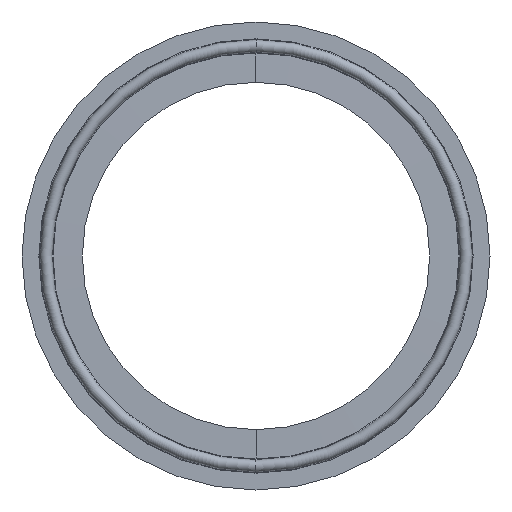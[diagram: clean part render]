
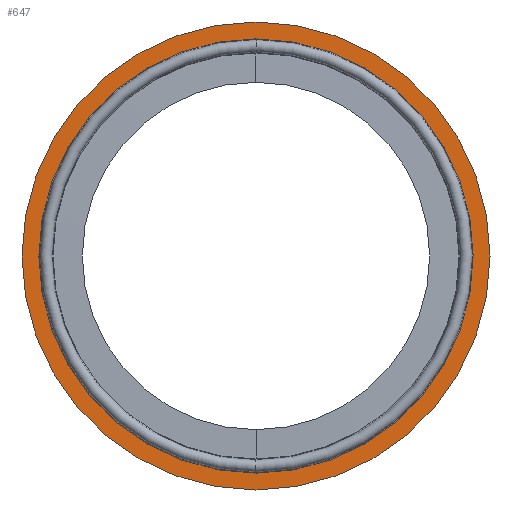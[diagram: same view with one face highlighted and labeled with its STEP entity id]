
A CAD part, left-side view. The second image highlights one B-rep face of the part: STEP entity #647.
In plain terms, the highlighted planar face has unit normal (-1, 0, 0).
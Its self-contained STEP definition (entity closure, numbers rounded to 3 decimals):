
#18 = ORIENTED_EDGE ( 'NONE', *, *, #705, .T. ) ;
#37 = CARTESIAN_POINT ( 'NONE',  ( -0.9, 0., 43.15 ) ) ;
#49 = ORIENTED_EDGE ( 'NONE', *, *, #662, .T. ) ;
#75 = DIRECTION ( 'NONE',  ( 0., 0., -1. ) ) ;
#99 = CARTESIAN_POINT ( 'NONE',  ( -0.9, 0., 0. ) ) ;
#123 = DIRECTION ( 'NONE',  ( 0., 0., 1. ) ) ;
#129 = CIRCLE ( 'NONE', #244, 43.15 ) ;
#137 = PLANE ( 'NONE',  #683 ) ;
#139 = CARTESIAN_POINT ( 'NONE',  ( -0.9, 0., 0. ) ) ;
#181 = EDGE_CURVE ( 'NONE', #396, #776, #654, .T. ) ;
#185 = EDGE_LOOP ( 'NONE', ( #49, #546 ) ) ;
#199 = CIRCLE ( 'NONE', #452, 46.5 ) ;
#205 = CARTESIAN_POINT ( 'NONE',  ( -0.9, 0., 0. ) ) ;
#215 = AXIS2_PLACEMENT_3D ( 'NONE', #139, #665, #123 ) ;
#244 = AXIS2_PLACEMENT_3D ( 'NONE', #657, #295, #707 ) ;
#260 = CIRCLE ( 'NONE', #874, 43.15 ) ;
#295 = DIRECTION ( 'NONE',  ( 1., 0., 0. ) ) ;
#313 = CARTESIAN_POINT ( 'NONE',  ( -0.9, 0., -46.5 ) ) ;
#314 = CARTESIAN_POINT ( 'NONE',  ( -0.9, 0., -43.15 ) ) ;
#340 = FACE_BOUND ( 'NONE', #436, .T. ) ;
#373 = DIRECTION ( 'NONE',  ( 1., 0., 0. ) ) ;
#396 = VERTEX_POINT ( 'NONE', #313 ) ;
#427 = VERTEX_POINT ( 'NONE', #37 ) ;
#436 = EDGE_LOOP ( 'NONE', ( #602, #18 ) ) ;
#452 = AXIS2_PLACEMENT_3D ( 'NONE', #205, #482, #764 ) ;
#457 = CARTESIAN_POINT ( 'NONE',  ( -0.9, 0., 46.5 ) ) ;
#466 = EDGE_CURVE ( 'NONE', #690, #427, #129, .T. ) ;
#482 = DIRECTION ( 'NONE',  ( -1., 0., 0. ) ) ;
#546 = ORIENTED_EDGE ( 'NONE', *, *, #181, .T. ) ;
#555 = FACE_OUTER_BOUND ( 'NONE', #185, .T. ) ;
#602 = ORIENTED_EDGE ( 'NONE', *, *, #466, .T. ) ;
#633 = DIRECTION ( 'NONE',  ( 1., 0., 0. ) ) ;
#647 = ADVANCED_FACE ( 'NONE', ( #340, #555 ), #137, .F. ) ;
#654 = CIRCLE ( 'NONE', #215, 46.5 ) ;
#657 = CARTESIAN_POINT ( 'NONE',  ( -0.9, 0., 0. ) ) ;
#662 = EDGE_CURVE ( 'NONE', #776, #396, #199, .T. ) ;
#665 = DIRECTION ( 'NONE',  ( -1., 0., 0. ) ) ;
#683 = AXIS2_PLACEMENT_3D ( 'NONE', #691, #633, #75 ) ;
#690 = VERTEX_POINT ( 'NONE', #314 ) ;
#691 = CARTESIAN_POINT ( 'NONE',  ( -0.9, 42.95, 0. ) ) ;
#705 = EDGE_CURVE ( 'NONE', #427, #690, #260, .T. ) ;
#707 = DIRECTION ( 'NONE',  ( 0., 0., -1. ) ) ;
#764 = DIRECTION ( 'NONE',  ( 0., 0., 1. ) ) ;
#776 = VERTEX_POINT ( 'NONE', #457 ) ;
#874 = AXIS2_PLACEMENT_3D ( 'NONE', #99, #373, #877 ) ;
#877 = DIRECTION ( 'NONE',  ( 0., 0., -1. ) ) ;
